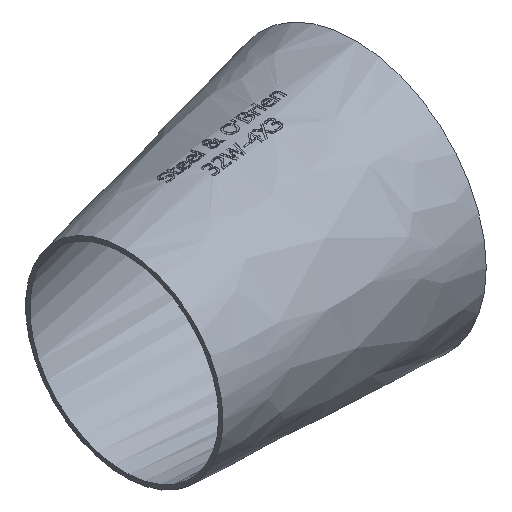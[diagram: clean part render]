
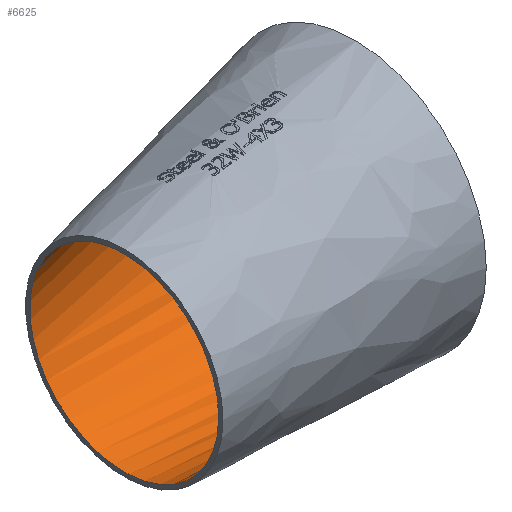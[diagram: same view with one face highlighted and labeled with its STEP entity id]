
A CAD part, isometric view. The second image highlights one B-rep face of the part: STEP entity #6625.
In plain terms, the highlighted free-form (B-spline) face has degree [1, 2] with [2, 9] control points.
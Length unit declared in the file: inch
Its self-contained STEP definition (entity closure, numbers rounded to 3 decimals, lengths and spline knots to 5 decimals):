
#533=CIRCLE('',#6874,1.917);
#534=CIRCLE('',#6875,1.917);
#535=CIRCLE('',#6876,1.435);
#536=CIRCLE('',#6877,1.435);
#1552=FACE_OUTER_BOUND('',#1936,.T.);
#1936=EDGE_LOOP('',(#6231,#6232,#6233,#6234,#6235,#6236));
#2515=B_SPLINE_CURVE_WITH_KNOTS('',1,(#15245,#15246),.UNSPECIFIED.,.F.,
 .F.,(2,2),(0.0018,2.11893),.UNSPECIFIED.);
#3192=VERTEX_POINT('',#15240);
#3193=VERTEX_POINT('',#15241);
#3194=VERTEX_POINT('',#15244);
#3195=VERTEX_POINT('',#15247);
#4209=EDGE_CURVE('',#3192,#3193,#533,.T.);
#4210=EDGE_CURVE('',#3193,#3192,#534,.T.);
#4211=EDGE_CURVE('',#3193,#3194,#2515,.T.);
#4212=EDGE_CURVE('',#3195,#3194,#535,.T.);
#4213=EDGE_CURVE('',#3194,#3195,#536,.T.);
#6231=ORIENTED_EDGE('',*,*,#4209,.F.);
#6232=ORIENTED_EDGE('',*,*,#4210,.F.);
#6233=ORIENTED_EDGE('',*,*,#4211,.T.);
#6234=ORIENTED_EDGE('',*,*,#4212,.F.);
#6235=ORIENTED_EDGE('',*,*,#4213,.F.);
#6236=ORIENTED_EDGE('',*,*,#4211,.F.);
#6264=(
BOUNDED_SURFACE()
B_SPLINE_SURFACE(1,2,((#15222,#15223,#15224,#15225,#15226,#15227,#15228,
#15229,#15230),(#15231,#15232,#15233,#15234,#15235,#15236,#15237,#15238,
#15239)),.UNSPECIFIED.,.F.,.T.,.F.)
B_SPLINE_SURFACE_WITH_KNOTS((2,2),(3,2,2,2,3),(-0.12658,2.20979),
(-3.14159,-1.5708,0.,1.5708,3.14159),
 .UNSPECIFIED.)
GEOMETRIC_REPRESENTATION_ITEM()
RATIONAL_B_SPLINE_SURFACE(((1.,0.707,1.,0.707,1.,
0.707,1.,0.707,1.),(1.,0.707,1.,0.707,
1.,0.707,1.,0.707,1.)))
REPRESENTATION_ITEM('')
SURFACE()
);
#6625=ADVANCED_FACE('',(#1552),#6264,.T.);
#6874=AXIS2_PLACEMENT_3D('',#15242,#7695,#7696);
#6875=AXIS2_PLACEMENT_3D('',#15243,#7697,#7698);
#6876=AXIS2_PLACEMENT_3D('',#15248,#7699,#7700);
#6877=AXIS2_PLACEMENT_3D('',#15249,#7701,#7702);
#7695=DIRECTION('center_axis',(-1.,0.,0.));
#7696=DIRECTION('ref_axis',(0.,-0.015,-1.));
#7697=DIRECTION('center_axis',(-1.,0.,0.));
#7698=DIRECTION('ref_axis',(0.,-0.015,-1.));
#7699=DIRECTION('center_axis',(1.,0.,0.));
#7700=DIRECTION('ref_axis',(0.,-0.015,-1.));
#7701=DIRECTION('center_axis',(1.,0.,0.));
#7702=DIRECTION('ref_axis',(0.,-0.015,-1.));
#15222=CARTESIAN_POINT('Ctrl Pts',(4.24256,0.50186,1.94602));
#15223=CARTESIAN_POINT('Ctrl Pts',(4.00635,2.41856,1.94602));
#15224=CARTESIAN_POINT('Ctrl Pts',(4.00635,2.41856,0.));
#15225=CARTESIAN_POINT('Ctrl Pts',(4.00635,2.41856,-1.94602));
#15226=CARTESIAN_POINT('Ctrl Pts',(4.24256,0.50186,-1.94602));
#15227=CARTESIAN_POINT('Ctrl Pts',(4.47877,-1.41485,-1.94602));
#15228=CARTESIAN_POINT('Ctrl Pts',(4.47877,-1.41485,0.));
#15229=CARTESIAN_POINT('Ctrl Pts',(4.47877,-1.41485,1.94602));
#15230=CARTESIAN_POINT('Ctrl Pts',(4.24256,0.50186,1.94602));
#15231=CARTESIAN_POINT('Ctrl Pts',(-0.17165,-0.04214,
1.41416));
#15232=CARTESIAN_POINT('Ctrl Pts',(-0.34331,1.35072,1.41416));
#15233=CARTESIAN_POINT('Ctrl Pts',(-0.34331,1.35072,
0.));
#15234=CARTESIAN_POINT('Ctrl Pts',(-0.34331,1.35072,
-1.41416));
#15235=CARTESIAN_POINT('Ctrl Pts',(-0.17165,-0.04214,
-1.41416));
#15236=CARTESIAN_POINT('Ctrl Pts',(0.,-1.435,
-1.41416));
#15237=CARTESIAN_POINT('Ctrl Pts',(0.,-1.435,0.));
#15238=CARTESIAN_POINT('Ctrl Pts',(0.,-1.435,1.41416));
#15239=CARTESIAN_POINT('Ctrl Pts',(-0.17165,-0.04214,
1.41416));
#15240=CARTESIAN_POINT('',(4.,-1.417,0.));
#15241=CARTESIAN_POINT('',(4.,0.47196,1.91679));
#15242=CARTESIAN_POINT('Origin',(4.,0.5,0.));
#15243=CARTESIAN_POINT('Origin',(4.,0.5,0.));
#15244=CARTESIAN_POINT('',(0.,-0.02099,1.43485));
#15245=CARTESIAN_POINT('Ctrl Pts',(4.,0.47196,1.91679));
#15246=CARTESIAN_POINT('Ctrl Pts',(0.,-0.02099,
1.43485));
#15247=CARTESIAN_POINT('',(0.,-1.435,0.));
#15248=CARTESIAN_POINT('Origin',(0.,0.,0.));
#15249=CARTESIAN_POINT('Origin',(0.,0.,0.));
